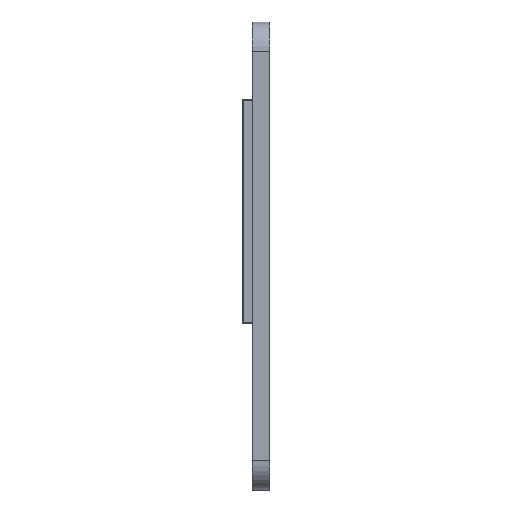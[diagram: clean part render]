
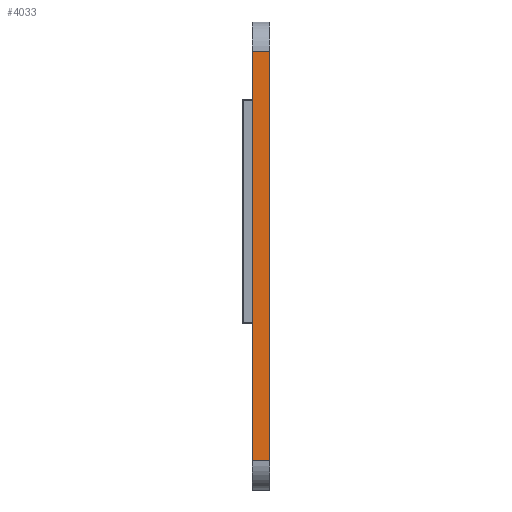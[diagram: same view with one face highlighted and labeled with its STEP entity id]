
A CAD part, left-side view. The second image highlights one B-rep face of the part: STEP entity #4033.
In plain terms, the highlighted planar face has unit normal (-1, 0, 0).
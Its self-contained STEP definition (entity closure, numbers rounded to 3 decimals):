
#90=PLANE('',#4258);
#277=FACE_OUTER_BOUND('',#503,.T.);
#503=EDGE_LOOP('',(#3013,#3014,#3015,#3016));
#746=LINE('',#5478,#1304);
#747=LINE('',#5481,#1305);
#889=LINE('',#5787,#1447);
#890=LINE('',#5788,#1448);
#1304=VECTOR('',#4474,10.);
#1305=VECTOR('',#4477,10.);
#1447=VECTOR('',#4643,10.);
#1448=VECTOR('',#4644,10.);
#1885=VERTEX_POINT('',#5471);
#1888=VERTEX_POINT('',#5476);
#1889=VERTEX_POINT('',#5480);
#2041=VERTEX_POINT('',#5786);
#2276=EDGE_CURVE('',#1888,#1885,#746,.T.);
#2277=EDGE_CURVE('',#1885,#1889,#747,.T.);
#2430=EDGE_CURVE('',#2041,#1888,#889,.T.);
#2431=EDGE_CURVE('',#1889,#2041,#890,.T.);
#3013=ORIENTED_EDGE('',*,*,#2276,.F.);
#3014=ORIENTED_EDGE('',*,*,#2430,.F.);
#3015=ORIENTED_EDGE('',*,*,#2431,.F.);
#3016=ORIENTED_EDGE('',*,*,#2277,.F.);
#4033=ADVANCED_FACE('',(#277),#90,.T.);
#4258=AXIS2_PLACEMENT_3D('',#5785,#4641,#4642);
#4474=DIRECTION('',(0.,-1.,0.));
#4477=DIRECTION('',(0.,0.,-1.));
#4641=DIRECTION('center_axis',(-1.,0.,0.));
#4642=DIRECTION('ref_axis',(0.,0.,-1.));
#4643=DIRECTION('',(0.,0.,1.));
#4644=DIRECTION('',(0.,1.,0.));
#5471=CARTESIAN_POINT('',(-48.375,0.,35.125));
#5476=CARTESIAN_POINT('',(-48.375,3.,35.125));
#5478=CARTESIAN_POINT('',(-48.375,3.,35.125));
#5480=CARTESIAN_POINT('',(-48.375,0.,-35.125));
#5481=CARTESIAN_POINT('',(-48.375,0.,-40.125));
#5785=CARTESIAN_POINT('Origin',(-48.375,3.,40.125));
#5786=CARTESIAN_POINT('',(-48.375,3.,-35.125));
#5787=CARTESIAN_POINT('',(-48.375,3.,-40.125));
#5788=CARTESIAN_POINT('',(-48.375,3.,-35.125));
